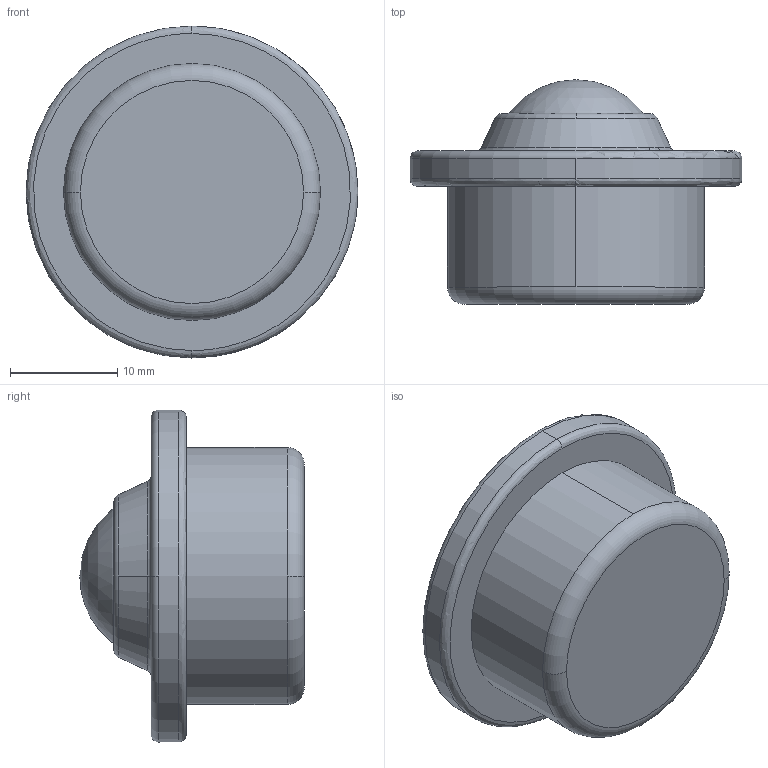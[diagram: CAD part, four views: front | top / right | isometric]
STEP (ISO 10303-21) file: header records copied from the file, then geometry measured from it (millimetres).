
FILE_DESCRIPTION (( 'STEP AP214' ), '1' );
FILE_NAME ('7750031', '2019-01-30T09:41:26', ( '' ), ('JUGARD+KÜNSTNER GmbH'), 'SwSTEP 2.0', 'SolidWorks 2017', '' );
FILE_SCHEMA (( 'AUTOMOTIVE_DESIGN' ));
Length unit declared in the file: millimetre
Products named in the file (1): 7750031
Bounding box: 31 x 20.96 x 31 mm (x, y, z)
Volume: 8341.8 mm3; surface area: 3655.7 mm2
Topology: 1 solids, 2 shells, 32 faces, 81 edges, 55 vertices
Faces by surface type: torus 12, sphere 6, plane 6, cylinder 4, bspline 2, cone 2
Entity records: 1368 total; most frequent: CARTESIAN_POINT 559, DIRECTION 188, ORIENTED_EDGE 144, AXIS2_PLACEMENT_3D 91, EDGE_CURVE 72, CIRCLE 60, VERTEX_POINT 52, EDGE_LOOP 42
